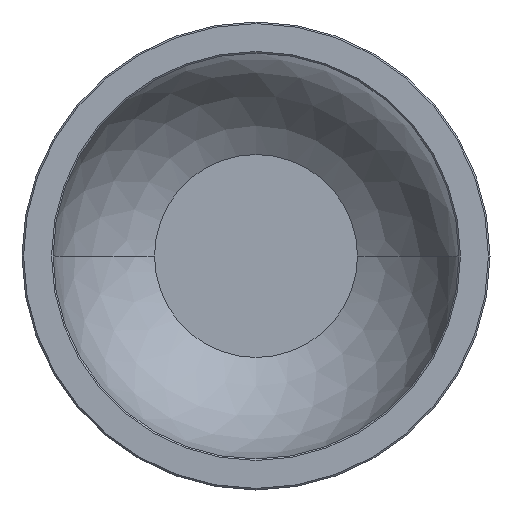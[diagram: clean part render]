
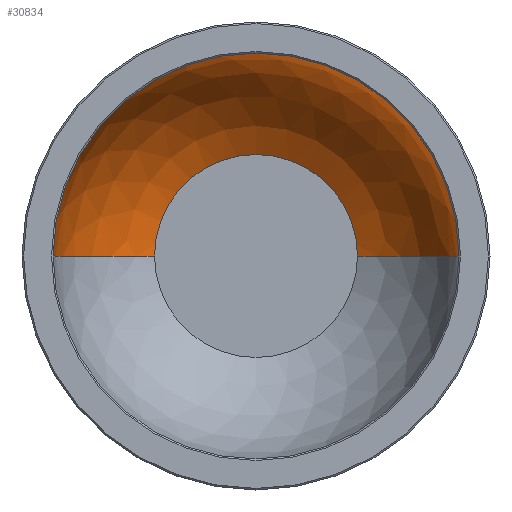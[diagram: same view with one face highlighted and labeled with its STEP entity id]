
A CAD part, front view. The second image highlights one B-rep face of the part: STEP entity #30834.
In plain terms, the highlighted spherical face has radius 65 mm.
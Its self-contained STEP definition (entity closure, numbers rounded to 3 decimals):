
#30614=CARTESIAN_POINT('',(0.,57.663,0.));
#30615=DIRECTION('',(0.,1.,0.));
#30616=DIRECTION('',(-1.,0.,0.));
#30617=AXIS2_PLACEMENT_3D('',#30614,#30615,#30616);
#30619=CARTESIAN_POINT('',(0.,0.496,0.));
#30620=DIRECTION('',(0.,1.,0.));
#30621=DIRECTION('',(-1.,0.,0.));
#30622=AXIS2_PLACEMENT_3D('',#30619,#30620,#30621);
#30723=CARTESIAN_POINT('',(0.,0.,0.));
#30724=DIRECTION('',(0.,0.,-1.));
#30725=DIRECTION('',(0.462,0.887,0.));
#30726=AXIS2_PLACEMENT_3D('',#30723,#30724,#30725);
#30733=CARTESIAN_POINT('',(0.,0.,0.));
#30734=DIRECTION('',(0.,0.,1.));
#30735=DIRECTION('',(-0.462,0.887,0.));
#30736=AXIS2_PLACEMENT_3D('',#30733,#30734,#30735);
#30742=CARTESIAN_POINT('',(64.998,0.496,
0.));
#30743=CARTESIAN_POINT('',(-64.998,0.496,
0.));
#30744=VERTEX_POINT('',#30742);
#30745=VERTEX_POINT('',#30743);
#30754=CARTESIAN_POINT('',(-30.,57.663,0.));
#30755=CARTESIAN_POINT('',(30.,57.663,0.));
#30756=VERTEX_POINT('',#30754);
#30757=VERTEX_POINT('',#30755);
#30820=CARTESIAN_POINT('',(0.,0.,0.));
#30821=DIRECTION('',(0.,-1.,0.));
#30822=DIRECTION('',(-1.,0.,0.));
#30823=AXIS2_PLACEMENT_3D('',#30820,#30821,#30822);
#30824=SPHERICAL_SURFACE('',#30823,65.);
#30826=ORIENTED_EDGE('',*,*,#30825,.F.);
#30828=ORIENTED_EDGE('',*,*,#30827,.T.);
#30829=ORIENTED_EDGE('',*,*,#30814,.T.);
#30831=ORIENTED_EDGE('',*,*,#30830,.F.);
#30832=EDGE_LOOP('',(#30826,#30828,#30829,#30831));
#30833=FACE_OUTER_BOUND('',#30832,.F.);
#30618=CIRCLE('',#30617,30.);
#30623=CIRCLE('',#30622,64.998);
#30727=CIRCLE('',#30726,65.);
#30737=CIRCLE('',#30736,65.);
#30814=EDGE_CURVE('',#30745,#30744,#30623,.T.);
#30825=EDGE_CURVE('',#30756,#30757,#30618,.T.);
#30827=EDGE_CURVE('',#30756,#30745,#30737,.T.);
#30830=EDGE_CURVE('',#30757,#30744,#30727,.T.);
#30834=ADVANCED_FACE('',(#30833),#30824,.F.);
